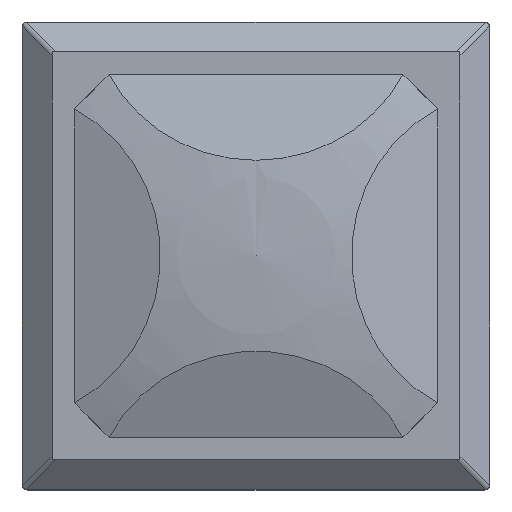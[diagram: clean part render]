
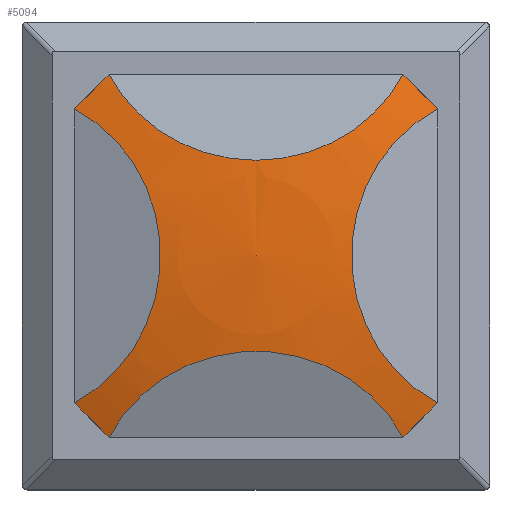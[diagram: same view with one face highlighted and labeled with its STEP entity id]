
A CAD part, top view. The second image highlights one B-rep face of the part: STEP entity #5094.
In plain terms, the highlighted spherical face has radius 39.928 mm.
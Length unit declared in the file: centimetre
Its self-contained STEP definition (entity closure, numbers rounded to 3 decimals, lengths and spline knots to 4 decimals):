
#50=SPHERICAL_SURFACE($,#5462,3.9928);
#1543=FACE_OUTER_BOUND($,#1842,.T.);
#1842=EDGE_LOOP($,(#3947,#3948,#3949,#3950,#3951,#3952,#3953,#3954));
#2083=CIRCLE($,#5367,3.7951);
#2084=CIRCLE($,#5370,3.7951);
#2117=CIRCLE($,#5449,3.7951);
#2118=CIRCLE($,#5452,3.7951);
#2119=CIRCLE($,#5455,0.8746);
#2120=CIRCLE($,#5457,0.8746);
#2121=CIRCLE($,#5459,0.8746);
#2122=CIRCLE($,#5461,0.8746);
#2363=VERTEX_POINT($,#7670);
#2364=VERTEX_POINT($,#7672);
#2366=VERTEX_POINT($,#7678);
#2368=VERTEX_POINT($,#7684);
#2370=VERTEX_POINT($,#7690);
#2434=VERTEX_POINT($,#7917);
#2436=VERTEX_POINT($,#7923);
#2438=VERTEX_POINT($,#7929);
#2884=EDGE_CURVE($,#2364,#2363,#2083,.T.);
#2891=EDGE_CURVE($,#2366,#2368,#2084,.T.);
#3004=EDGE_CURVE($,#2370,#2434,#2117,.T.);
#3010=EDGE_CURVE($,#2436,#2438,#2118,.T.);
#3013=EDGE_CURVE($,#2434,#2436,#2119,.T.);
#3014=EDGE_CURVE($,#2363,#2366,#2120,.T.);
#3015=EDGE_CURVE($,#2368,#2370,#2121,.T.);
#3016=EDGE_CURVE($,#2438,#2364,#2122,.T.);
#3947=ORIENTED_EDGE($,*,*,#3010,.T.);
#3948=ORIENTED_EDGE($,*,*,#3016,.T.);
#3949=ORIENTED_EDGE($,*,*,#2884,.T.);
#3950=ORIENTED_EDGE($,*,*,#3014,.T.);
#3951=ORIENTED_EDGE($,*,*,#2891,.T.);
#3952=ORIENTED_EDGE($,*,*,#3015,.T.);
#3953=ORIENTED_EDGE($,*,*,#3004,.T.);
#3954=ORIENTED_EDGE($,*,*,#3013,.T.);
#5094=ADVANCED_FACE($,(#1543),#50,.T.);
#5367=AXIS2_PLACEMENT_3D($,#7673,#6098,#6099);
#5370=AXIS2_PLACEMENT_3D($,#7686,#6110,#6111);
#5449=AXIS2_PLACEMENT_3D($,#7919,#6340,#6341);
#5452=AXIS2_PLACEMENT_3D($,#7931,#6351,#6352);
#5455=AXIS2_PLACEMENT_3D($,#7936,#6359,#6360);
#5457=AXIS2_PLACEMENT_3D($,#7938,#6363,#6364);
#5459=AXIS2_PLACEMENT_3D($,#7940,#6367,#6368);
#5461=AXIS2_PLACEMENT_3D($,#7942,#6371,#6372);
#5462=AXIS2_PLACEMENT_3D($,#7943,#6373,#6374);
#6098=DIRECTION('center_axis',(-0.707,-0.707,0.));
#6099=DIRECTION('ref_axis',(0.,0.,
-1.));
#6110=DIRECTION('center_axis',(0.707,-0.707,0.));
#6111=DIRECTION('ref_axis',(0.,0.,
1.));
#6340=DIRECTION('center_axis',(0.707,0.707,0.));
#6341=DIRECTION('ref_axis',(0.,0.,
1.));
#6351=DIRECTION('center_axis',(-0.707,0.707,0.));
#6352=DIRECTION('ref_axis',(0.,0.,
-1.));
#6359=DIRECTION('center_axis',(0.,0.342,
-0.94));
#6360=DIRECTION('ref_axis',(1.,0.,0.));
#6363=DIRECTION('center_axis',(0.,-0.342,
-0.94));
#6364=DIRECTION('ref_axis',(1.,0.,0.));
#6367=DIRECTION('center_axis',(0.342,0.,
-0.94));
#6368=DIRECTION('ref_axis',(0.94,0.,0.342));
#6371=DIRECTION('center_axis',(-0.342,0.,
-0.94));
#6372=DIRECTION('ref_axis',(0.94,0.,-0.342));
#6373=DIRECTION('center_axis',(0.,0.,1.));
#6374=DIRECTION('ref_axis',(0.,1.,0.));
#7670=CARTESIAN_POINT('',(0.785,0.97,0.67));
#7672=CARTESIAN_POINT('',(0.97,0.785,0.67));
#7673=CARTESIAN_POINT('Origin',(0.8775,0.8775,-3.1228));
#7678=CARTESIAN_POINT('',(-0.785,0.97,0.67));
#7684=CARTESIAN_POINT('',(-0.97,0.785,0.67));
#7686=CARTESIAN_POINT('Origin',(-0.8775,0.8775,-3.1228));
#7690=CARTESIAN_POINT('',(-0.97,-0.785,0.67));
#7917=CARTESIAN_POINT('',(-0.785,-0.97,0.67));
#7919=CARTESIAN_POINT('Origin',(-0.8775,-0.8775,-3.1228));
#7923=CARTESIAN_POINT('',(0.785,-0.97,0.67));
#7929=CARTESIAN_POINT('',(0.97,-0.785,0.67));
#7931=CARTESIAN_POINT('Origin',(0.8775,-0.8775,-3.1228));
#7936=CARTESIAN_POINT('Origin',(0.,-1.3325,
0.5381));
#7938=CARTESIAN_POINT('Origin',(0.,1.3325,
0.5381));
#7940=CARTESIAN_POINT('Origin',(-1.3325,0.,
0.5381));
#7942=CARTESIAN_POINT('Origin',(1.3325,0.,
0.5381));
#7943=CARTESIAN_POINT('Origin',(0.,0.,
-3.1228));
